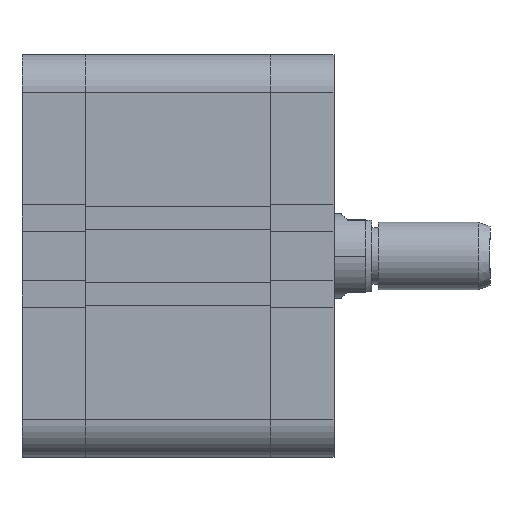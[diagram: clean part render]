
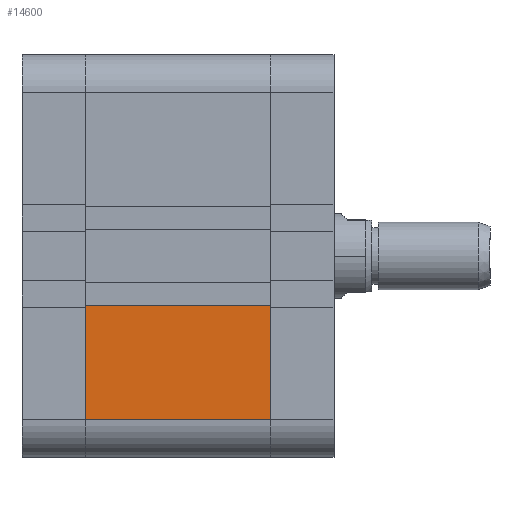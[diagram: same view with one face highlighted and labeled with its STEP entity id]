
A CAD part, front view. The second image highlights one B-rep face of the part: STEP entity #14600.
In plain terms, the highlighted planar face has unit normal (0, -1, 0).
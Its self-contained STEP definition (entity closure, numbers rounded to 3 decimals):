
#2973 = VECTOR ( 'NONE', #33495, 1000. ) ;
#3311 = CARTESIAN_POINT ( 'NONE',  ( 44., -47.75, -38.75 ) ) ;
#4532 = EDGE_CURVE ( 'NONE', #28631, #33138, #36782, .T. ) ;
#5830 = CARTESIAN_POINT ( 'NONE',  ( 0., -47.75, -11.8 ) ) ;
#7115 = EDGE_CURVE ( 'NONE', #33138, #29471, #23654, .T. ) ;
#8927 = DIRECTION ( 'NONE',  ( 1., 0., 0. ) ) ;
#10892 = DIRECTION ( 'NONE',  ( 0., 1., 0. ) ) ;
#14600 = ADVANCED_FACE ( 'NONE', ( #31458 ), #16680, .F. ) ;
#15256 = CARTESIAN_POINT ( 'NONE',  ( 0., -47.75, -38.75 ) ) ;
#15631 = CARTESIAN_POINT ( 'NONE',  ( 44., -47.75, -47.75 ) ) ;
#16680 = PLANE ( 'NONE',  #38194 ) ;
#17710 = VECTOR ( 'NONE', #8927, 1000. ) ;
#19509 = VECTOR ( 'NONE', #36402, 1000. ) ;
#20438 = ORIENTED_EDGE ( 'NONE', *, *, #33002, .T. ) ;
#20502 = LINE ( 'NONE', #21076, #28126 ) ;
#21076 = CARTESIAN_POINT ( 'NONE',  ( 44.001, -47.75, -11.8 ) ) ;
#22397 = ORIENTED_EDGE ( 'NONE', *, *, #4532, .T. ) ;
#22694 = DIRECTION ( 'NONE',  ( 0., 0., 1. ) ) ;
#23654 = LINE ( 'NONE', #35514, #17710 ) ;
#27254 = CARTESIAN_POINT ( 'NONE',  ( 0., -47.75, -47.75 ) ) ;
#28126 = VECTOR ( 'NONE', #35275, 1000. ) ;
#28529 = CARTESIAN_POINT ( 'NONE',  ( 44., -47.75, -47.75 ) ) ;
#28631 = VERTEX_POINT ( 'NONE', #5830 ) ;
#28752 = EDGE_LOOP ( 'NONE', ( #20438, #22397, #28818, #33651 ) ) ;
#28818 = ORIENTED_EDGE ( 'NONE', *, *, #7115, .T. ) ;
#29471 = VERTEX_POINT ( 'NONE', #3311 ) ;
#30480 = VERTEX_POINT ( 'NONE', #33039 ) ;
#31458 = FACE_OUTER_BOUND ( 'NONE', #28752, .T. ) ;
#33002 = EDGE_CURVE ( 'NONE', #30480, #28631, #20502, .T. ) ;
#33039 = CARTESIAN_POINT ( 'NONE',  ( 44., -47.75, -11.8 ) ) ;
#33138 = VERTEX_POINT ( 'NONE', #15256 ) ;
#33305 = LINE ( 'NONE', #15631, #2973 ) ;
#33495 = DIRECTION ( 'NONE',  ( 0., 0., -1. ) ) ;
#33651 = ORIENTED_EDGE ( 'NONE', *, *, #37730, .F. ) ;
#35275 = DIRECTION ( 'NONE',  ( -1., 0., 0. ) ) ;
#35514 = CARTESIAN_POINT ( 'NONE',  ( 44., -47.75, -38.75 ) ) ;
#36402 = DIRECTION ( 'NONE',  ( 0., 0., -1. ) ) ;
#36782 = LINE ( 'NONE', #27254, #19509 ) ;
#37730 = EDGE_CURVE ( 'NONE', #30480, #29471, #33305, .T. ) ;
#38194 = AXIS2_PLACEMENT_3D ( 'NONE', #28529, #10892, #22694 ) ;
